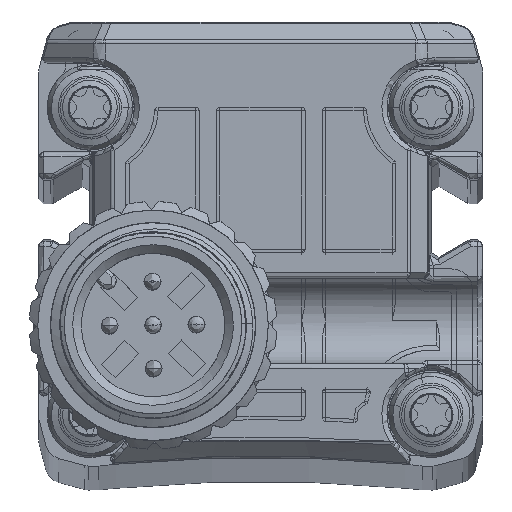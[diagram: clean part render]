
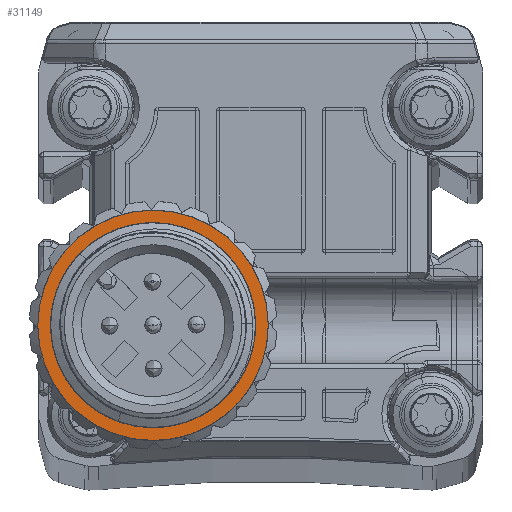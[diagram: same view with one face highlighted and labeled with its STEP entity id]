
A CAD part, top view. The second image highlights one B-rep face of the part: STEP entity #31149.
In plain terms, the highlighted planar face has unit normal (0, 0, 1).
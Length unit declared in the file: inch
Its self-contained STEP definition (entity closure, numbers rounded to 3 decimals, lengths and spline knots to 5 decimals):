
#1184 = AXIS2_PLACEMENT_3D ( 'NONE', #48068, #54531, #69649 ) ;
#1503 = CARTESIAN_POINT ( 'NONE',  ( -0.2427, 0.08294, 34.84646 ) ) ;
#2035 = EDGE_LOOP ( 'NONE', ( #63669 ) ) ;
#3304 = DIRECTION ( 'NONE',  ( -1., 0., 0. ) ) ;
#3357 = VERTEX_POINT ( 'NONE', #33407 ) ;
#3949 = B_SPLINE_CURVE_WITH_KNOTS ( 'NONE', 3,
 ( #23415, #22711, #44939, #7245, #1503, #17324, #45281, #11575, #22382, #60750, #28455 ),
 .UNSPECIFIED., .F., .F.,
 ( 4, 2, 1, 2, 2, 4 ),
 ( 0., 0.5, 0.625, 0.6875, 0.75, 1. ),
 .UNSPECIFIED. ) ;
#5637 = AXIS2_PLACEMENT_3D ( 'NONE', #25510, #14347, #68923 ) ;
#7245 = CARTESIAN_POINT ( 'NONE',  ( -0.2423, 0.08294, 34.84646 ) ) ;
#11575 = CARTESIAN_POINT ( 'NONE',  ( -0.24338, 0.08291, 34.84646 ) ) ;
#14347 = DIRECTION ( 'NONE',  ( 0., 0., -1. ) ) ;
#14431 = CARTESIAN_POINT ( 'NONE',  ( -0.24803, 0.3189, 34.84646 ) ) ;
#15540 = ORIENTED_EDGE ( 'NONE', *, *, #68193, .F. ) ;
#17324 = CARTESIAN_POINT ( 'NONE',  ( -0.24308, 0.08292, 34.84646 ) ) ;
#21890 = VERTEX_POINT ( 'NONE', #33367 ) ;
#22382 = CARTESIAN_POINT ( 'NONE',  ( -0.24432, 0.08283, 34.84646 ) ) ;
#22711 = CARTESIAN_POINT ( 'NONE',  ( -0.23975, 0.08287, 34.84646 ) ) ;
#23415 = CARTESIAN_POINT ( 'NONE',  ( -0.23876, 0.08286, 34.84646 ) ) ;
#25510 = CARTESIAN_POINT ( 'NONE',  ( -0.24803, 0.3189, 34.84646 ) ) ;
#28455 = CARTESIAN_POINT ( 'NONE',  ( -0.24507, 0.08277, 34.8464 ) ) ;
#29881 = EDGE_CURVE ( 'NONE', #70246, #70246, #67415, .T. ) ;
#31149 = ADVANCED_FACE ( 'NONE', ( #41626, #47358 ), #46626, .F. ) ;
#33367 = CARTESIAN_POINT ( 'NONE',  ( -0.24507, 0.08277, 34.8464 ) ) ;
#33407 = CARTESIAN_POINT ( 'NONE',  ( -0.23876, 0.08286, 34.84646 ) ) ;
#34175 = AXIS2_PLACEMENT_3D ( 'NONE', #14431, #35622, #3304 ) ;
#35622 = DIRECTION ( 'NONE',  ( 0., 0., -1. ) ) ;
#37851 = EDGE_LOOP ( 'NONE', ( #15540, #63721 ) ) ;
#41626 = FACE_BOUND ( 'NONE', #37851, .T. ) ;
#44939 = CARTESIAN_POINT ( 'NONE',  ( -0.24088, 0.08289, 34.84646 ) ) ;
#45281 = CARTESIAN_POINT ( 'NONE',  ( -0.24333, 0.08291, 34.84646 ) ) ;
#46626 = PLANE ( 'NONE',  #5637 ) ;
#46870 = CARTESIAN_POINT ( 'NONE',  ( -0.51378, 0.3189, 34.84646 ) ) ;
#47358 = FACE_OUTER_BOUND ( 'NONE', #2035, .T. ) ;
#48068 = CARTESIAN_POINT ( 'NONE',  ( -0.24803, 0.3189, 34.84646 ) ) ;
#52361 = EDGE_CURVE ( 'NONE', #3357, #21890, #3949, .T. ) ;
#54531 = DIRECTION ( 'NONE',  ( 0., 0., 1. ) ) ;
#60750 = CARTESIAN_POINT ( 'NONE',  ( -0.24483, 0.0828, 34.84646 ) ) ;
#63090 = CIRCLE ( 'NONE', #1184, 0.23622 ) ;
#63669 = ORIENTED_EDGE ( 'NONE', *, *, #29881, .F. ) ;
#63721 = ORIENTED_EDGE ( 'NONE', *, *, #52361, .T. ) ;
#67415 = CIRCLE ( 'NONE', #34175, 0.26575 ) ;
#68193 = EDGE_CURVE ( 'NONE', #3357, #21890, #63090, .T. ) ;
#68923 = DIRECTION ( 'NONE',  ( -1., 0., 0. ) ) ;
#69649 = DIRECTION ( 'NONE',  ( -1., 0., 0. ) ) ;
#70246 = VERTEX_POINT ( 'NONE', #46870 ) ;
